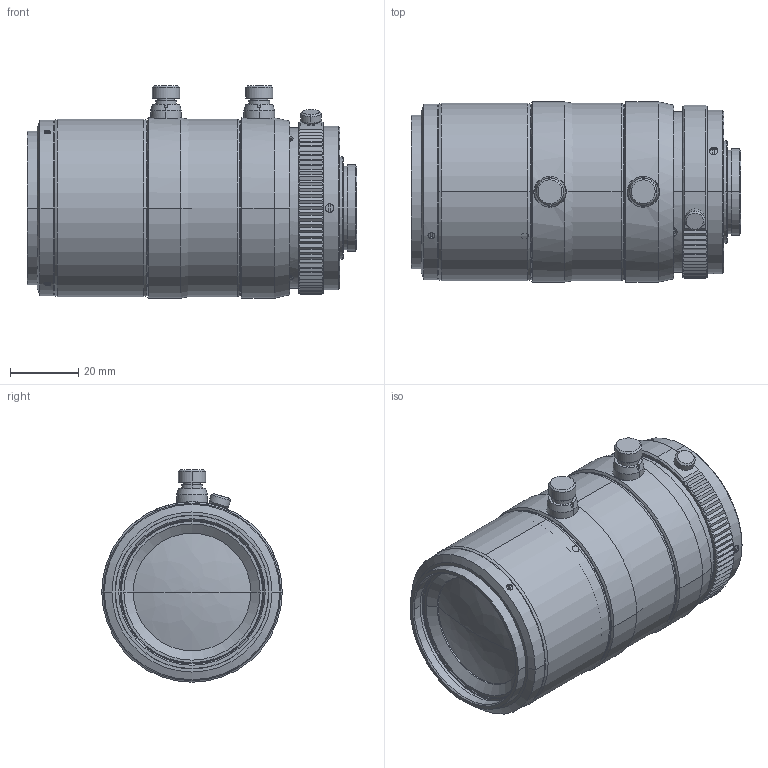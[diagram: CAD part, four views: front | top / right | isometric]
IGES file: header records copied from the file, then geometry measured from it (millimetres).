
Start section: SolidWorks IGES file using NURBS representation for surfaces
Global section: file name: TEC-M55_210616.IGS; native system: SolidWorks 2019; preprocessor: SolidWorks 2019; author: kimura; date: 210618.171803; units: millimetre
Bounding box: 96.9 x 53 x 62.4 mm (x, y, z)
Volume: 288994.9 mm3; surface area: 112180.2 mm2
Topology: 2 solids, 44 shells, 2362 faces, 6160 edges, 4000 vertices
Faces by surface type: bspline 2362
